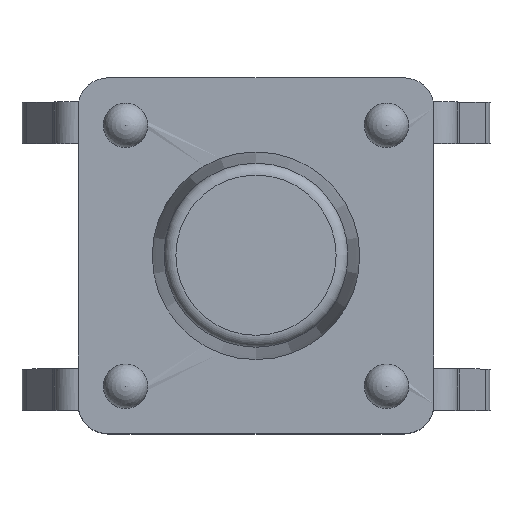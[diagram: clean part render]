
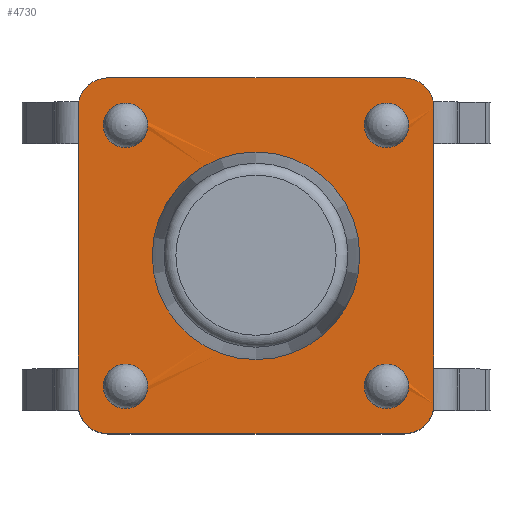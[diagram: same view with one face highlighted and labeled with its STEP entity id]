
A CAD part, top view. The second image highlights one B-rep face of the part: STEP entity #4730.
In plain terms, the highlighted planar face has unit normal (0, 0, 1).
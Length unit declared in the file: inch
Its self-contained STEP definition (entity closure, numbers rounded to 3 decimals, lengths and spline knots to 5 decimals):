
#4257=CARTESIAN_POINT('',(-0.09843,-0.11811,0.06732));
#4258=VERTEX_POINT('',#4257);
#4265=CARTESIAN_POINT('',(-0.11811,-0.09843,0.06732));
#4266=VERTEX_POINT('',#4265);
#4267=CARTESIAN_POINT('',(-0.09843,-0.09843,0.06732));
#4268=DIRECTION('',(0.0,0.0,-1.0));
#4269=DIRECTION('',(-0.707,-0.707,0.0));
#4270=AXIS2_PLACEMENT_3D('',#4267,#4268,#4269);
#4271=CIRCLE('',#4270,0.01969);
#4272=EDGE_CURVE('',#4258,#4266,#4271,.T.);
#4288=CARTESIAN_POINT('',(0.09843,-0.11811,0.06732));
#4289=VERTEX_POINT('',#4288);
#4296=CARTESIAN_POINT('',(0.09843,-0.11811,0.06732));
#4297=DIRECTION('',(-1.0,0.0,0.0));
#4298=VECTOR('',#4297,0.19685);
#4299=LINE('',#4296,#4298);
#4300=EDGE_CURVE('',#4289,#4258,#4299,.T.);
#4354=CARTESIAN_POINT('',(0.11811,-0.09843,0.06732));
#4355=VERTEX_POINT('',#4354);
#4362=CARTESIAN_POINT('',(0.09843,-0.09843,0.06732));
#4363=DIRECTION('',(0.0,0.0,-1.0));
#4364=DIRECTION('',(0.707,-0.707,0.0));
#4365=AXIS2_PLACEMENT_3D('',#4362,#4363,#4364);
#4366=CIRCLE('',#4365,0.01969);
#4367=EDGE_CURVE('',#4355,#4289,#4366,.T.);
#4386=CARTESIAN_POINT('',(0.11811,0.09843,0.06732));
#4387=VERTEX_POINT('',#4386);
#4394=CARTESIAN_POINT('',(0.11811,0.09843,0.06732));
#4395=DIRECTION('',(0.0,-1.0,0.0));
#4396=VECTOR('',#4395,0.19685);
#4397=LINE('',#4394,#4396);
#4398=EDGE_CURVE('',#4387,#4355,#4397,.T.);
#4423=CARTESIAN_POINT('',(0.09843,0.11811,0.06732));
#4424=VERTEX_POINT('',#4423);
#4431=CARTESIAN_POINT('',(0.09843,0.09843,0.06732));
#4432=DIRECTION('',(0.0,0.0,-1.0));
#4433=DIRECTION('',(0.707,0.707,0.0));
#4434=AXIS2_PLACEMENT_3D('',#4431,#4432,#4433);
#4435=CIRCLE('',#4434,0.01969);
#4436=EDGE_CURVE('',#4424,#4387,#4435,.T.);
#4447=CARTESIAN_POINT('',(0.10138,0.08661,0.06781));
#4448=VERTEX_POINT('',#4447);
#4456=CARTESIAN_POINT('',(0.08661,0.08661,0.06732));
#4457=DIRECTION('',(0.0,0.0,1.0));
#4458=DIRECTION('',(-1.0,0.0,0.0));
#4459=AXIS2_PLACEMENT_3D('',#4456,#4457,#4458);
#4460=CIRCLE('',#4459,0.01476);
#4461=EDGE_CURVE('',#4448,#4448,#4460,.T.);
#4480=CARTESIAN_POINT('',(-0.07185,0.08661,0.06781));
#4481=VERTEX_POINT('',#4480);
#4489=CARTESIAN_POINT('',(-0.08661,0.08661,0.06732));
#4490=DIRECTION('',(0.0,0.0,1.0));
#4491=DIRECTION('',(-1.0,0.0,0.0));
#4492=AXIS2_PLACEMENT_3D('',#4489,#4490,#4491);
#4493=CIRCLE('',#4492,0.01476);
#4494=EDGE_CURVE('',#4481,#4481,#4493,.T.);
#4513=CARTESIAN_POINT('',(-0.07185,-0.08661,0.06781));
#4514=VERTEX_POINT('',#4513);
#4522=CARTESIAN_POINT('',(-0.08661,-0.08661,0.06732));
#4523=DIRECTION('',(0.0,0.0,1.0));
#4524=DIRECTION('',(-1.0,0.0,0.0));
#4525=AXIS2_PLACEMENT_3D('',#4522,#4523,#4524);
#4526=CIRCLE('',#4525,0.01476);
#4527=EDGE_CURVE('',#4514,#4514,#4526,.T.);
#4546=CARTESIAN_POINT('',(0.10138,-0.08661,0.06781));
#4547=VERTEX_POINT('',#4546);
#4555=CARTESIAN_POINT('',(0.08661,-0.08661,0.06732));
#4556=DIRECTION('',(0.0,0.0,1.0));
#4557=DIRECTION('',(-1.0,0.0,0.0));
#4558=AXIS2_PLACEMENT_3D('',#4555,#4556,#4557);
#4559=CIRCLE('',#4558,0.01476);
#4560=EDGE_CURVE('',#4547,#4547,#4559,.T.);
#4602=CARTESIAN_POINT('',(-0.11811,0.09843,0.06732));
#4603=VERTEX_POINT('',#4602);
#4604=CARTESIAN_POINT('',(-0.11811,-0.09843,0.06732));
#4605=DIRECTION('',(0.0,1.0,0.0));
#4606=VECTOR('',#4605,0.19685);
#4607=LINE('',#4604,#4606);
#4608=EDGE_CURVE('',#4266,#4603,#4607,.T.);
#4627=CARTESIAN_POINT('',(-0.09843,0.11811,0.06732));
#4628=VERTEX_POINT('',#4627);
#4635=CARTESIAN_POINT('',(-0.09843,0.11811,0.06732));
#4636=DIRECTION('',(1.0,0.0,0.0));
#4637=VECTOR('',#4636,0.19685);
#4638=LINE('',#4635,#4637);
#4639=EDGE_CURVE('',#4628,#4424,#4638,.T.);
#4682=CARTESIAN_POINT('',(-0.09843,0.09843,0.06732));
#4683=DIRECTION('',(0.0,0.0,-1.0));
#4684=DIRECTION('',(-0.707,0.707,0.0));
#4685=AXIS2_PLACEMENT_3D('',#4682,#4683,#4684);
#4686=CIRCLE('',#4685,0.01969);
#4687=EDGE_CURVE('',#4603,#4628,#4686,.T.);
#4692=CARTESIAN_POINT('',(-0.12992,-0.12992,0.06732));
#4693=DIRECTION('',(0.0,0.0,1.0));
#4694=DIRECTION('',(1.0,0.0,0.0));
#4695=AXIS2_PLACEMENT_3D('',#4692,#4693,#4694);
#4696=PLANE('',#4695);
#4697=ORIENTED_EDGE('',*,*,#4272,.F.);
#4698=ORIENTED_EDGE('',*,*,#4300,.F.);
#4699=ORIENTED_EDGE('',*,*,#4367,.F.);
#4700=ORIENTED_EDGE('',*,*,#4398,.F.);
#4701=ORIENTED_EDGE('',*,*,#4436,.F.);
#4702=ORIENTED_EDGE('',*,*,#4639,.F.);
#4703=ORIENTED_EDGE('',*,*,#4687,.F.);
#4704=ORIENTED_EDGE('',*,*,#4608,.F.);
#4705=EDGE_LOOP('',(#4697,#4698,#4699,#4700,#4701,#4702,#4703,#4704));
#4706=FACE_OUTER_BOUND('',#4705,.T.);
#4707=CARTESIAN_POINT('',(0.0689,0.,0.06732));
#4708=VERTEX_POINT('',#4707);
#4709=CARTESIAN_POINT('',(0.,0.,0.06732));
#4710=DIRECTION('',(0.0,0.0,-1.0));
#4711=DIRECTION('',(-1.0,0.0,0.0));
#4712=AXIS2_PLACEMENT_3D('',#4709,#4710,#4711);
#4713=CIRCLE('',#4712,0.0689);
#4714=EDGE_CURVE('',#4708,#4708,#4713,.T.);
#4715=ORIENTED_EDGE('',*,*,#4714,.T.);
#4716=EDGE_LOOP('',(#4715));
#4717=FACE_BOUND('',#4716,.T.);
#4718=ORIENTED_EDGE('',*,*,#4560,.F.);
#4719=EDGE_LOOP('',(#4718));
#4720=FACE_BOUND('',#4719,.T.);
#4721=ORIENTED_EDGE('',*,*,#4527,.F.);
#4722=EDGE_LOOP('',(#4721));
#4723=FACE_BOUND('',#4722,.T.);
#4724=ORIENTED_EDGE('',*,*,#4461,.F.);
#4725=EDGE_LOOP('',(#4724));
#4726=FACE_BOUND('',#4725,.T.);
#4727=ORIENTED_EDGE('',*,*,#4494,.F.);
#4728=EDGE_LOOP('',(#4727));
#4729=FACE_BOUND('',#4728,.T.);
#4730=ADVANCED_FACE('',(#4706,#4717,#4720,#4723,#4726,#4729),#4696,.T.);
